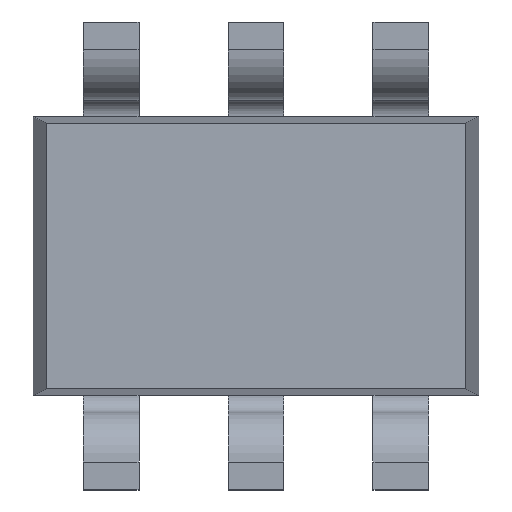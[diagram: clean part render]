
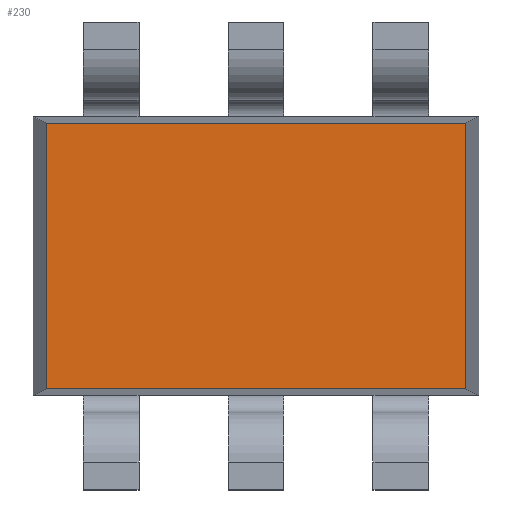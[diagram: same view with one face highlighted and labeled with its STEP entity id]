
A CAD part, top view. The second image highlights one B-rep face of the part: STEP entity #230.
In plain terms, the highlighted planar face has unit normal (0, 0, 1).
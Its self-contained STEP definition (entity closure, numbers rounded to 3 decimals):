
#230=ADVANCED_FACE('NONE',(#507),#508,.F.);
#507=FACE_OUTER_BOUND('',#841,.T.);
#508=PLANE('',#842);
#841=EDGE_LOOP('',(#1392,#1393,#1394,#1395));
#842=AXIS2_PLACEMENT_3D('',#1396,#1397,#1398);
#1392=ORIENTED_EDGE('',*,*,#2061,.F.);
#1393=ORIENTED_EDGE('',*,*,#2058,.F.);
#1394=ORIENTED_EDGE('',*,*,#2054,.F.);
#1395=ORIENTED_EDGE('',*,*,#2063,.F.);
#1396=CARTESIAN_POINT('',(1.0,-0.596,0.));
#1397=DIRECTION('',(0.0,0.,-1.0));
#1398=DIRECTION('',(-1.0,0.0,0.0));
#2054=EDGE_CURVE('NONE',#2471,#2473,#2474,.T.);
#2058=EDGE_CURVE('NONE',#2473,#2477,#2479,.T.);
#2061=EDGE_CURVE('NONE',#2477,#2481,#2483,.T.);
#2063=EDGE_CURVE('NONE',#2481,#2471,#2485,.T.);
#2471=VERTEX_POINT('NONE',#3069);
#2473=VERTEX_POINT('NONE',#3072);
#2474=LINE('',#3073,#3074);
#2477=VERTEX_POINT('NONE',#3078);
#2479=LINE('',#3081,#3082);
#2481=VERTEX_POINT('NONE',#3084);
#2483=LINE('',#3087,#3088);
#2485=LINE('',#3090,#3091);
#3069=CARTESIAN_POINT('',(-0.941,-0.596,0.));
#3072=CARTESIAN_POINT('',(-0.941,0.596,0.));
#3073=CARTESIAN_POINT('',(-0.941,-0.596,0.));
#3074=VECTOR('',#3635,1000.0);
#3078=CARTESIAN_POINT('',(0.941,0.596,0.));
#3081=CARTESIAN_POINT('',(1.0,0.596,0.));
#3082=VECTOR('',#3638,1000.0);
#3084=CARTESIAN_POINT('',(0.941,-0.596,0.));
#3087=CARTESIAN_POINT('',(0.941,-0.596,0.));
#3088=VECTOR('',#3640,1000.0);
#3090=CARTESIAN_POINT('',(1.0,-0.596,0.));
#3091=VECTOR('',#3641,1000.0);
#3635=DIRECTION('',(0.0,1.0,0.));
#3638=DIRECTION('',(1.0,-0.0,0.0));
#3640=DIRECTION('',(-0.0,-1.0,0.));
#3641=DIRECTION('',(-1.0,0.0,-0.0));
